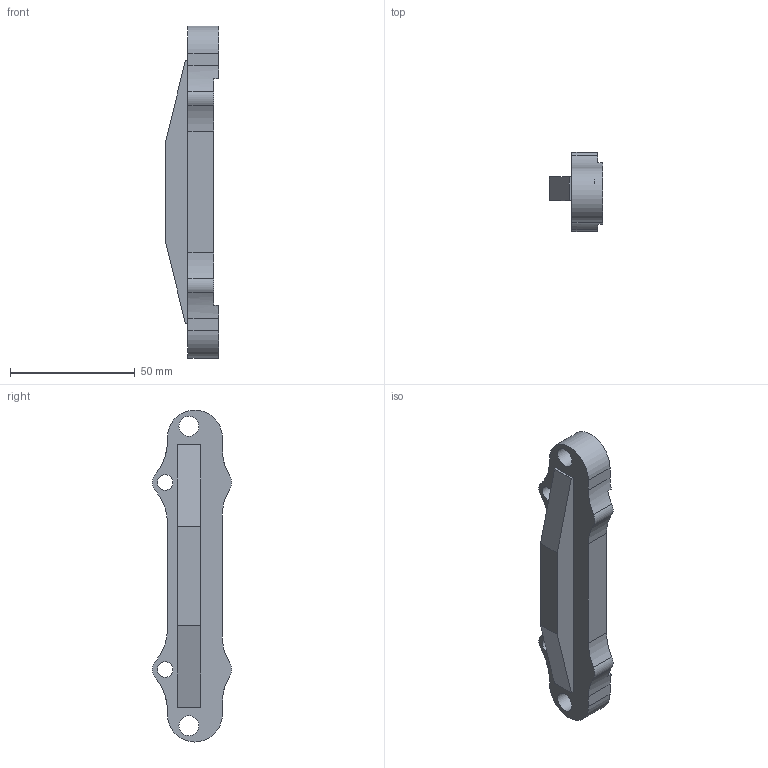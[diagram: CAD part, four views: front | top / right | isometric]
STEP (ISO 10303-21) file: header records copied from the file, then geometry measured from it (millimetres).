
FILE_DESCRIPTION(/* description */ (''),/* implementation_level */ '2;1');
FILE_NAME(/* name */ 'SOS_A745_-_STAFF_APPOGGIO_PAST_.stp',/* time_stamp */ '2016-06-02T11:33:02+02:00',/* author */ (''),/* organization */ (''),/* preprocessor_version */ 'ST-DEVELOPER v16.5',/* originating_system */ 'Autodesk Translation Framework v5.0.0.3310',/* authorisation */ '');
FILE_SCHEMA (('AUTOMOTIVE_DESIGN { 1 0 10303 214 3 1 1 }'));
Length unit declared in the file: centimetre
Products named in the file (1): SOS_A745_-_STAFF_APPOGGIO_PAST_
Bounding box: 21.3 x 31.67 x 133 mm (x, y, z)
Volume: 37418.9 mm3; surface area: 11688.1 mm2
Topology: 1 solids, 1 shells, 45 faces, 114 edges, 76 vertices
Faces by surface type: plane 23, cylinder 22
Full cylindrical faces by diameter (mm): 6.2 x2, 7 x2, 8 x2, 11 x2
Entity records: 1376 total; most frequent: DIRECTION 246, CARTESIAN_POINT 228, ORIENTED_EDGE 212, EDGE_CURVE 106, AXIS2_PLACEMENT_3D 94, VERTEX_POINT 76, EDGE_LOOP 66, LINE 58
